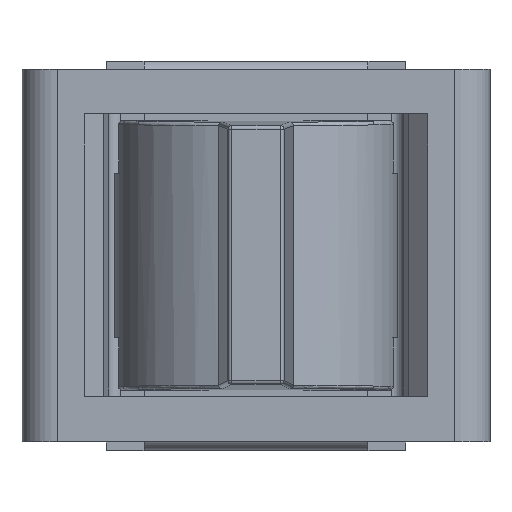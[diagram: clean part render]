
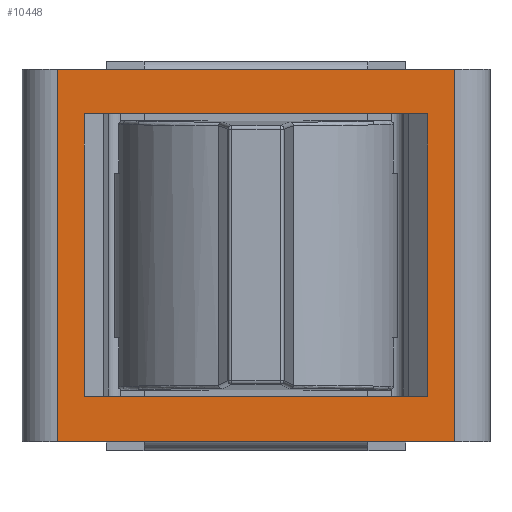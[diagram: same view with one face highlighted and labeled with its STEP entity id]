
A CAD part, top view. The second image highlights one B-rep face of the part: STEP entity #10448.
In plain terms, the highlighted planar face has unit normal (0, 0, 1).
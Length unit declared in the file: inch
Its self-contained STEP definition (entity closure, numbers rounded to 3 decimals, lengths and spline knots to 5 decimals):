
#23=FACE_BOUND('',#1433,.T.);
#329=PLANE('',#11169);
#828=FACE_OUTER_BOUND('',#1432,.T.);
#1432=EDGE_LOOP('',(#8145,#8146,#8147,#8148));
#1433=EDGE_LOOP('',(#8149,#8150,#8151,#8152));
#2280=LINE('',#16273,#3489);
#2291=LINE('',#16295,#3500);
#2299=LINE('',#16308,#3508);
#2302=LINE('',#16313,#3511);
#2305=LINE('',#16324,#3514);
#2306=LINE('',#16327,#3515);
#2310=LINE('',#16337,#3519);
#2311=LINE('',#16338,#3520);
#3489=VECTOR('',#12841,0.3937);
#3500=VECTOR('',#12854,0.3937);
#3508=VECTOR('',#12864,0.3937);
#3511=VECTOR('',#12871,0.3937);
#3514=VECTOR('',#12882,0.3937);
#3515=VECTOR('',#12885,0.3937);
#3519=VECTOR('',#12893,0.3937);
#3520=VECTOR('',#12894,0.3937);
#4856=VERTEX_POINT('',#16270);
#4857=VERTEX_POINT('',#16272);
#4866=VERTEX_POINT('',#16292);
#4867=VERTEX_POINT('',#16294);
#4872=VERTEX_POINT('',#16317);
#4875=VERTEX_POINT('',#16322);
#4876=VERTEX_POINT('',#16326);
#4880=VERTEX_POINT('',#16336);
#6024=EDGE_CURVE('',#4856,#4857,#2280,.T.);
#6035=EDGE_CURVE('',#4867,#4866,#2291,.T.);
#6043=EDGE_CURVE('',#4857,#4866,#2299,.T.);
#6046=EDGE_CURVE('',#4867,#4856,#2302,.T.);
#6051=EDGE_CURVE('',#4875,#4872,#2305,.T.);
#6052=EDGE_CURVE('',#4872,#4876,#2306,.T.);
#6057=EDGE_CURVE('',#4880,#4875,#2310,.T.);
#6058=EDGE_CURVE('',#4876,#4880,#2311,.T.);
#8145=ORIENTED_EDGE('',*,*,#6051,.F.);
#8146=ORIENTED_EDGE('',*,*,#6057,.F.);
#8147=ORIENTED_EDGE('',*,*,#6058,.F.);
#8148=ORIENTED_EDGE('',*,*,#6052,.F.);
#8149=ORIENTED_EDGE('',*,*,#6024,.F.);
#8150=ORIENTED_EDGE('',*,*,#6046,.F.);
#8151=ORIENTED_EDGE('',*,*,#6035,.T.);
#8152=ORIENTED_EDGE('',*,*,#6043,.F.);
#10448=ADVANCED_FACE('',(#828,#23),#329,.T.);
#11169=AXIS2_PLACEMENT_3D('',#16335,#12891,#12892);
#12841=DIRECTION('',(-1.,0.,0.));
#12854=DIRECTION('',(-1.,0.,0.));
#12864=DIRECTION('',(0.,-1.,0.));
#12871=DIRECTION('',(0.,1.,0.));
#12882=DIRECTION('',(0.,-1.,0.));
#12885=DIRECTION('',(-1.,0.,0.));
#12891=DIRECTION('center_axis',(0.,0.,
1.));
#12892=DIRECTION('ref_axis',(0.,-1.,0.));
#12893=DIRECTION('',(1.,0.,0.));
#12894=DIRECTION('',(0.,1.,0.));
#16270=CARTESIAN_POINT('',(0.28642,0.23622,0.80866));
#16272=CARTESIAN_POINT('',(-0.28642,0.23622,0.80866));
#16273=CARTESIAN_POINT('',(-0.12746,0.23622,0.80866));
#16292=CARTESIAN_POINT('',(-0.28642,-0.23622,0.80866));
#16294=CARTESIAN_POINT('',(0.28642,-0.23622,0.80866));
#16295=CARTESIAN_POINT('',(0.12746,-0.23622,0.80866));
#16308=CARTESIAN_POINT('',(-0.28642,-0.11811,0.80866));
#16313=CARTESIAN_POINT('',(0.28642,0.11811,0.80866));
#16317=CARTESIAN_POINT('',(0.33169,-0.31102,0.80866));
#16322=CARTESIAN_POINT('',(0.33169,0.31102,0.80866));
#16324=CARTESIAN_POINT('',(0.33169,0.15551,0.80866));
#16326=CARTESIAN_POINT('',(-0.33169,-0.31102,0.80866));
#16327=CARTESIAN_POINT('',(0.39075,-0.31102,0.80866));
#16335=CARTESIAN_POINT('Origin',(0.,0.,
0.80866));
#16336=CARTESIAN_POINT('',(-0.33169,0.31102,0.80866));
#16337=CARTESIAN_POINT('',(-0.39075,0.31102,0.80866));
#16338=CARTESIAN_POINT('',(-0.33169,-0.15551,0.80866));
